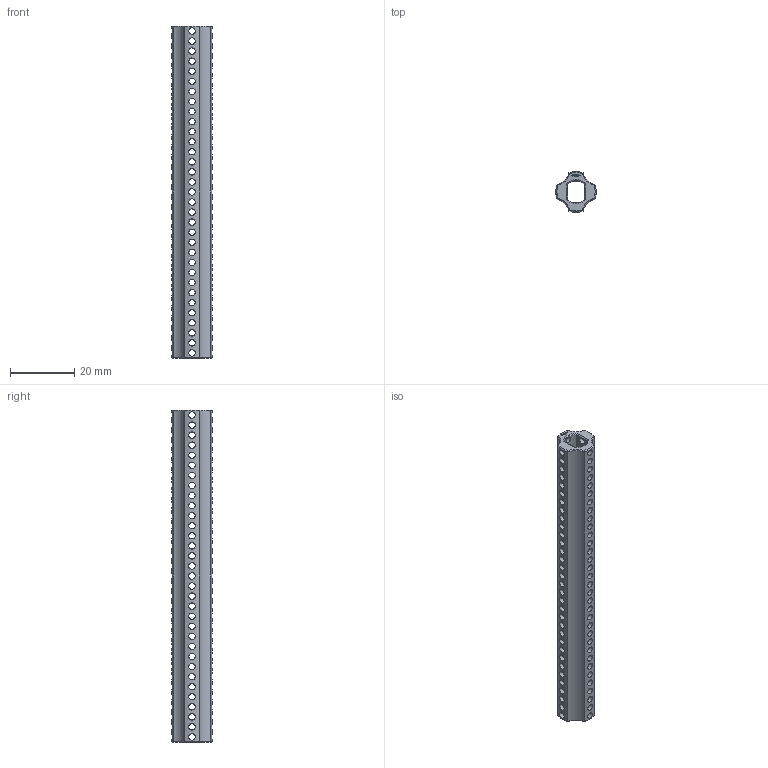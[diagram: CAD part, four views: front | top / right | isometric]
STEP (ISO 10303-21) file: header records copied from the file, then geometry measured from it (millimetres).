
FILE_DESCRIPTION(('FreeCAD Model'),'2;1');
FILE_NAME('Open CASCADE Shape Model','2024-06-16T00:10:52',(''),(''), 'Open CASCADE STEP processor 7.6','FreeCAD','Unknown');
FILE_SCHEMA(('AUTOMOTIVE_DESIGN { 1 0 10303 214 1 1 1 1 }'));
Length unit declared in the file: millimetre
Products named in the file (1): Power-Transmission Hub PLN IDX FXD BU08.25 - SPN-PTH-0033 
(stemfie.org)
Bounding box: 12.5 x 12.5 x 103.12 mm (x, y, z)
Volume: 6153.7 mm3; surface area: 8202.2 mm2
Topology: 1 solids, 1 shells, 663 faces, 1932 edges, 1302 vertices
Faces by surface type: plane 319, extrusion 182, cylinder 142, cone 20
Full cylindrical faces by diameter (mm): 2 x132
Entity records: 31792 total; most frequent: CARTESIAN_POINT 14760, ORIENTED_EDGE 3864, DIRECTION 2580, EDGE_CURVE 1932, VECTOR 1356, VERTEX_POINT 1302, LINE 1174, FACE_BOUND 960
